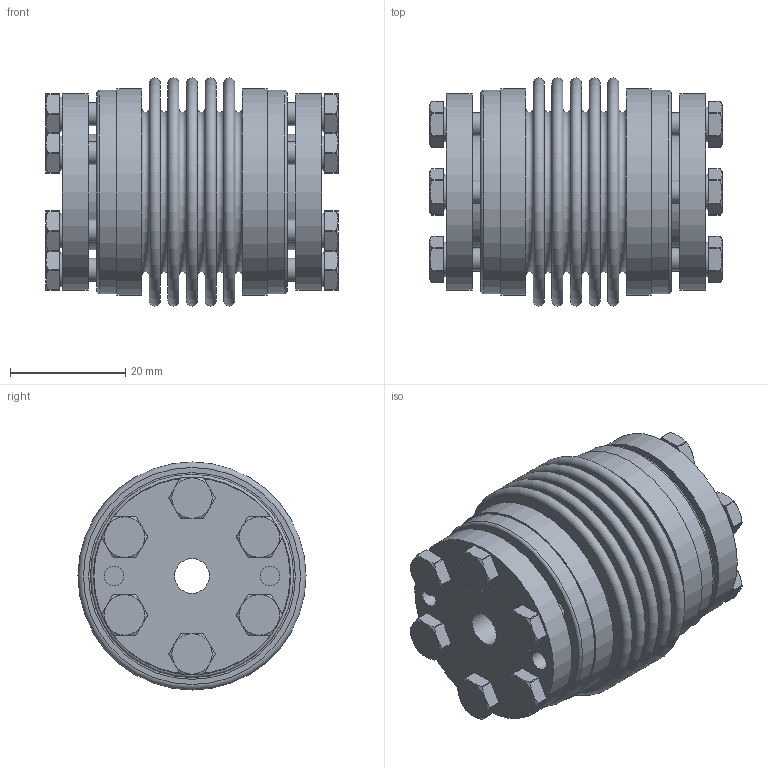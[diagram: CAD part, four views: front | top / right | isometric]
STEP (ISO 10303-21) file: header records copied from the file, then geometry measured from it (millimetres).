
FILE_DESCRIPTION( ( 'Unknown' ), '1' );
FILE_NAME( 'KSD 10.stp', 'Unknown', ( 'Unknown' ), ( 'Unknown' ), 'PSStep 10.1', 'Unknown', ' ' );
FILE_SCHEMA( ( 'AUTOMOTIVE_DESIGN { 1 0 10303 214 1 1 1 1 }' ) );
Length unit declared in the file: millimetre
Products named in the file (1): 20711570
Bounding box: 50.6 x 39.5 x 39.5 mm (x, y, z)
Volume: 31847.8 mm3; surface area: 28303 mm2
Topology: 1 solids, 1 shells, 446 faces, 1057 edges, 681 vertices
Faces by surface type: plane 166, cylinder 148, bspline 72, torus 36, cone 24
Full cylindrical faces by diameter (mm): 3.4 x16, 4 x12, 4.3 x12, 5.9 x12, 6 x2, 20 x2, 25 x2, 34 x2, 35.2 x2, 35.8 x2
Entity records: 16824 total; most frequent: CARTESIAN_POINT 3835, DIRECTION 1954, ORIENTED_EDGE 1804, EDGE_CURVE 902, AXIS2_PLACEMENT_3D 857, EDGE_LOOP 648, VERTEX_POINT 626, FACE_OUTER_BOUND 534
